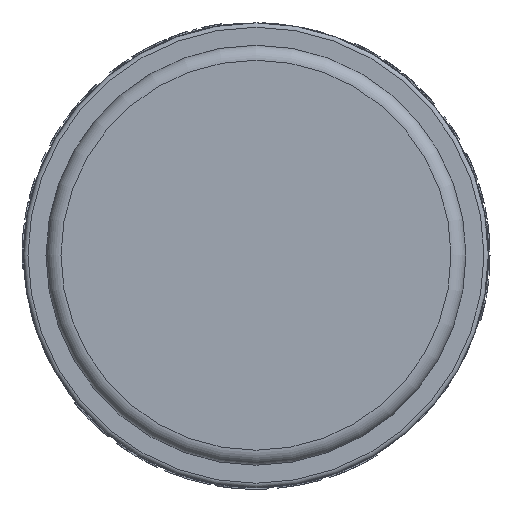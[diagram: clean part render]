
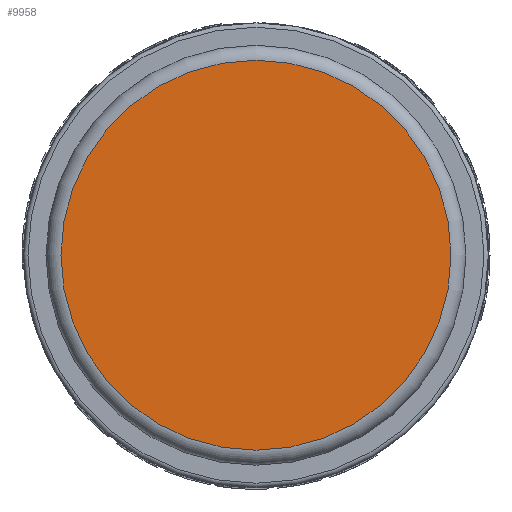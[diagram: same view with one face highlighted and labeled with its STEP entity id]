
A CAD part, left-side view. The second image highlights one B-rep face of the part: STEP entity #9958.
In plain terms, the highlighted planar face has unit normal (-1, 0, 0).
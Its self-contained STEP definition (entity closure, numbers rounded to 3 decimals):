
#1052=PLANE('',#10594);
#1839=FACE_OUTER_BOUND('',#2393,.T.);
#2393=EDGE_LOOP('',(#7074,#7075));
#2999=CIRCLE('',#10595,13.);
#3000=CIRCLE('',#10596,13.);
#4435=VERTEX_POINT('',#12875);
#4436=VERTEX_POINT('',#12876);
#5473=EDGE_CURVE('',#4435,#4436,#2999,.T.);
#5474=EDGE_CURVE('',#4436,#4435,#3000,.T.);
#7074=ORIENTED_EDGE('',*,*,#5473,.F.);
#7075=ORIENTED_EDGE('',*,*,#5474,.F.);
#9958=ADVANCED_FACE('',(#1839),#1052,.T.);
#10594=AXIS2_PLACEMENT_3D('',#12874,#11270,#11271);
#10595=AXIS2_PLACEMENT_3D('',#12877,#11272,#11273);
#10596=AXIS2_PLACEMENT_3D('',#12878,#11274,#11275);
#11270=DIRECTION('center_axis',(-1.,0.,0.));
#11271=DIRECTION('ref_axis',(0.,0.,
-1.));
#11272=DIRECTION('center_axis',(1.,0.,0.));
#11273=DIRECTION('ref_axis',(0.,1.,0.));
#11274=DIRECTION('center_axis',(1.,0.,0.));
#11275=DIRECTION('ref_axis',(0.,1.,0.));
#12874=CARTESIAN_POINT('Origin',(-0.23,-12.75,0.));
#12875=CARTESIAN_POINT('',(-0.23,-13.,0.));
#12876=CARTESIAN_POINT('',(-0.23,0.,-13.));
#12877=CARTESIAN_POINT('Origin',(-0.23,0.,
0.));
#12878=CARTESIAN_POINT('Origin',(-0.23,0.,
0.));
